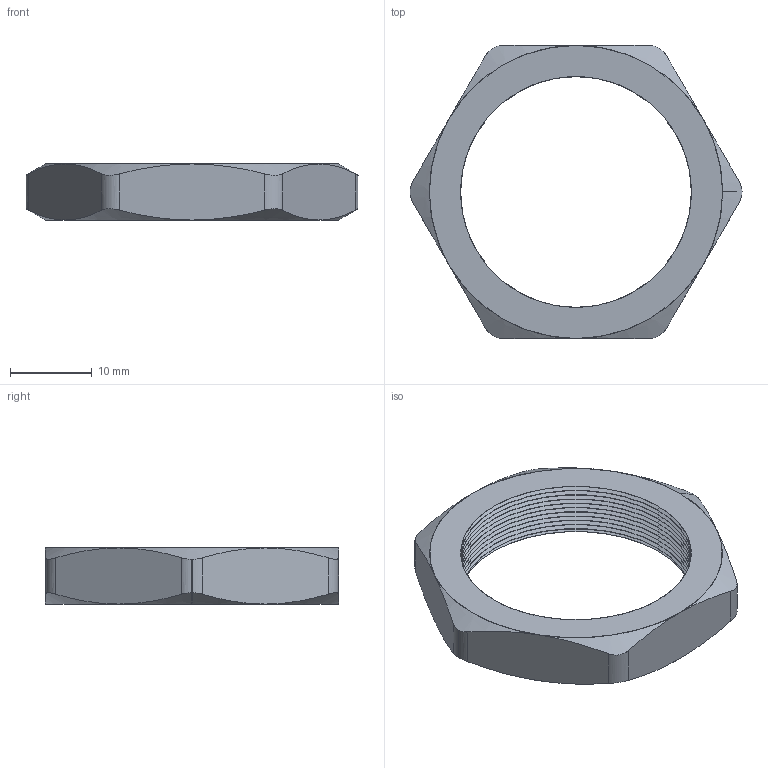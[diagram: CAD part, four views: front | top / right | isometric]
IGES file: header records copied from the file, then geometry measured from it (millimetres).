
Start section: SolidWorks IGES file using analytic representation for surfaces
Global section: file name: NP-21-GY.IGS; native system: SolidWorks 2007; preprocessor: SolidWorks 2007; author: BAYSTATE 02; date: 080624.104726; units: inch
Bounding box: 40.57 x 35.81 x 6.86 mm (x, y, z)
Surface area: 2891.2 mm2 (no closed solid volume)
Topology: 0 solids, 0 shells, 93 faces, 812 edges, 812 vertices
Faces by surface type: revolution 85, bspline 8
